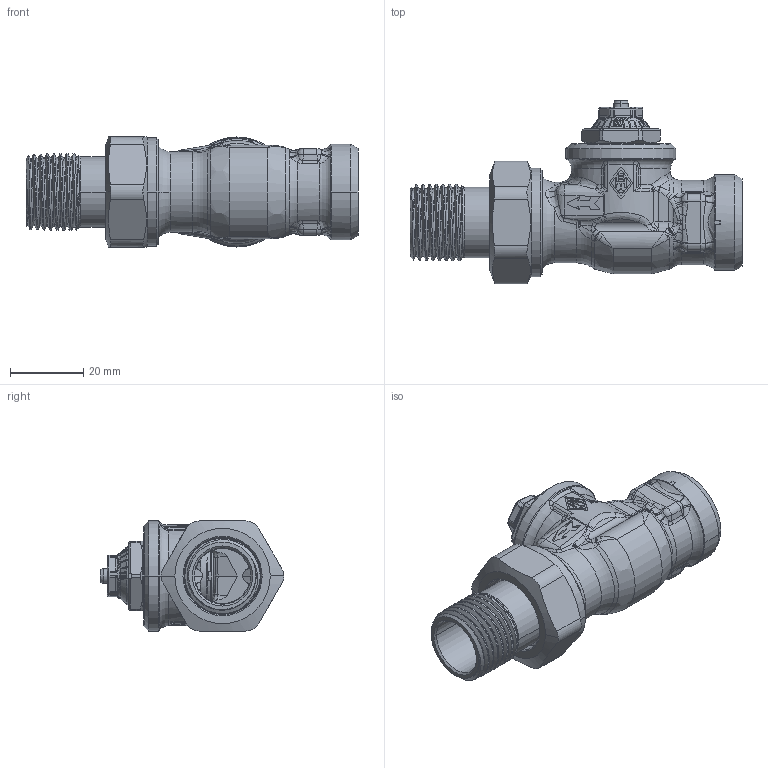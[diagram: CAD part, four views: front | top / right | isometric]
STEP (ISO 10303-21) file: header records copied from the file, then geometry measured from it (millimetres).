
FILE_DESCRIPTION((''),'2;1');
FILE_NAME('3936-02-000-O-B_SW0001','2015-03-09T',('marann'),(''),'PRO/ENGINEER BY PARAMETRIC TECHNOLOGY CORPORATION, 2011490','PRO/ENGINEER BY PARAMETRIC TECHNOLOGY CORPORATION, 2011490','');
FILE_SCHEMA(('CONFIG_CONTROL_DESIGN'));
Products named in the file (1): 3936-02-000-O-B_SW0001
Bounding box: 90.48 x 50.05 x 30 mm (x, y, z)
Volume: 27450.2 mm3; surface area: 22616.4 mm2
Topology: 3 solids, 3 shells, 1383 faces, 3448 edges, 2094 vertices
Faces by surface type: cylinder 361, bspline 351, plane 343, cone 139, torus 123, extrusion 50, sphere 16
Entity records: 62858 total; most frequent: CARTESIAN_POINT 33097, ORIENTED_EDGE 6888, DIRECTION 5321, EDGE_CURVE 3444, AXIS2_PLACEMENT_3D 2133, VERTEX_POINT 2094, EDGE_LOOP 1426, FACE_OUTER_BOUND 1383
